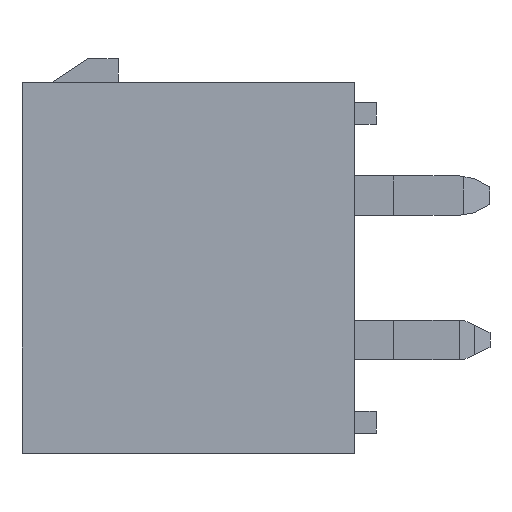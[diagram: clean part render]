
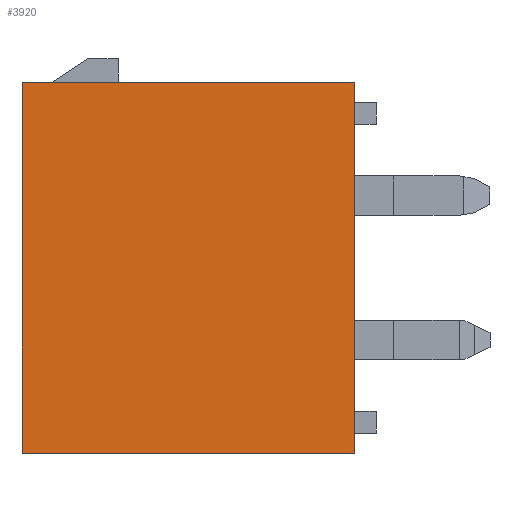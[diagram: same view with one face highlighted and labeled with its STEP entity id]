
A CAD part, left-side view. The second image highlights one B-rep face of the part: STEP entity #3920.
In plain terms, the highlighted planar face has unit normal (-1, 0, 0).
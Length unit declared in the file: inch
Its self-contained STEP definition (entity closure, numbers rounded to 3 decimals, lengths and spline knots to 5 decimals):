
#2666 = DIRECTION ( 'NONE',  ( 0., 0., 1. ) ) ;
#2668 = VECTOR ( 'NONE', #2666, 39.37008 ) ;
#2669 = CARTESIAN_POINT ( 'NONE',  ( -0.27375, -0.19, -0.189 ) ) ;
#2671 = LINE ( 'NONE', #2669, #2668 ) ;
#2675 = CARTESIAN_POINT ( 'NONE',  ( -0.27375, -0.19, 0.212 ) ) ;
#3920 = ADVANCED_FACE ( 'NONE', ( #9120 ), #9119, .F. ) ;
#3924 = ORIENTED_EDGE ( 'NONE', *, *, #3925, .F. ) ;
#3925 = EDGE_CURVE ( 'NONE', #4669, #9842, #9154, .T. ) ;
#3944 = EDGE_LOOP ( 'NONE', ( #3972, #3951, #3924, #4088 ) ) ;
#3951 = ORIENTED_EDGE ( 'NONE', *, *, #9821, .F. ) ;
#3972 = ORIENTED_EDGE ( 'NONE', *, *, #4083, .T. ) ;
#4083 = EDGE_CURVE ( 'NONE', #4904, #9743, #9291, .T. ) ;
#4088 = ORIENTED_EDGE ( 'NONE', *, *, #4906, .T. ) ;
#4669 = VERTEX_POINT ( 'NONE', #5934 ) ;
#4904 = VERTEX_POINT ( 'NONE', #2675 ) ;
#4906 = EDGE_CURVE ( 'NONE', #4669, #4904, #2671, .T. ) ;
#5934 = CARTESIAN_POINT ( 'NONE',  ( -0.27375, -0.19, -0.212 ) ) ;
#9119 = PLANE ( 'NONE',  #9153 ) ;
#9120 = FACE_OUTER_BOUND ( 'NONE', #3944, .T. ) ;
#9147 = DIRECTION ( 'NONE',  ( 0., 1., 0. ) ) ;
#9148 = VECTOR ( 'NONE', #9147, 39.37008 ) ;
#9149 = CARTESIAN_POINT ( 'NONE',  ( -0.27375, -0.19, -0.212 ) ) ;
#9150 = DIRECTION ( 'NONE',  ( 0., 0., -1. ) ) ;
#9151 = DIRECTION ( 'NONE',  ( 1., 0., 0. ) ) ;
#9152 = CARTESIAN_POINT ( 'NONE',  ( -0.27375, 0.19, -0.189 ) ) ;
#9153 = AXIS2_PLACEMENT_3D ( 'NONE', #9152, #9151, #9150 ) ;
#9154 = LINE ( 'NONE', #9149, #9148 ) ;
#9216 = CARTESIAN_POINT ( 'NONE',  ( -0.27375, -0.19, 0.212 ) ) ;
#9291 = LINE ( 'NONE', #9216, #9335 ) ;
#9334 = DIRECTION ( 'NONE',  ( 0., 1., 0. ) ) ;
#9335 = VECTOR ( 'NONE', #9334, 39.37008 ) ;
#9743 = VERTEX_POINT ( 'NONE', #11538 ) ;
#9821 = EDGE_CURVE ( 'NONE', #9842, #9743, #11407, .T. ) ;
#9842 = VERTEX_POINT ( 'NONE', #11495 ) ;
#11404 = DIRECTION ( 'NONE',  ( 0., 0., 1. ) ) ;
#11405 = VECTOR ( 'NONE', #11404, 39.37008 ) ;
#11406 = CARTESIAN_POINT ( 'NONE',  ( -0.27375, 0.19, -0.189 ) ) ;
#11407 = LINE ( 'NONE', #11406, #11405 ) ;
#11495 = CARTESIAN_POINT ( 'NONE',  ( -0.27375, 0.19, -0.212 ) ) ;
#11538 = CARTESIAN_POINT ( 'NONE',  ( -0.27375, 0.19, 0.212 ) ) ;
